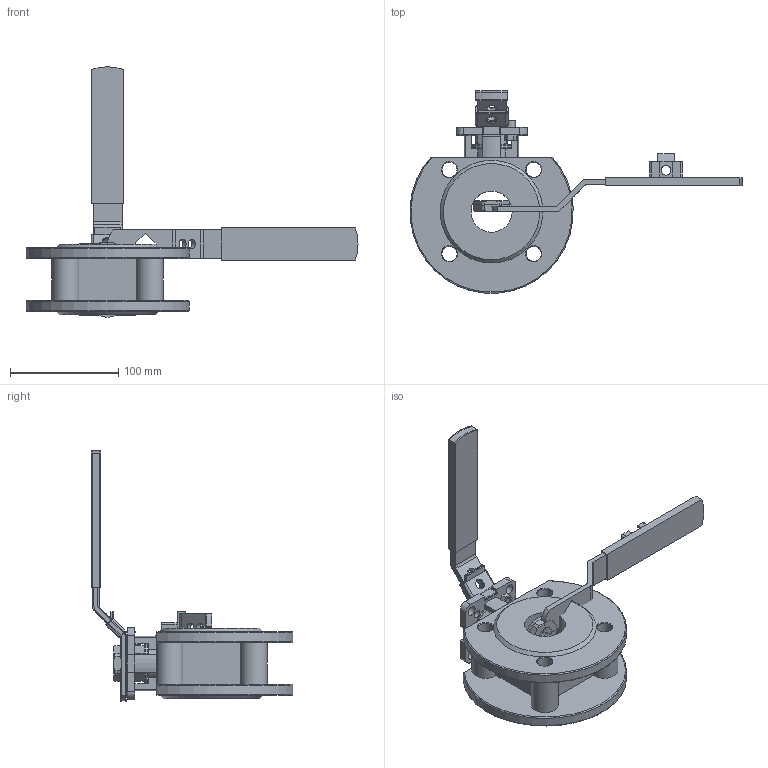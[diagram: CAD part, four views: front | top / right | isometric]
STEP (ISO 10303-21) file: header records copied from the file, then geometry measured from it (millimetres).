
FILE_DESCRIPTION( ( 'Unknown' ), '1' );
FILE_NAME( '8.440.040.stp', 'Unknown', ( 'Unknown' ), ( 'Unknown' ), 'PSStep 13.0', 'Unknown', ' ' );
FILE_SCHEMA( ( 'AUTOMOTIVE_DESIGN { 1 0 10303 214 1 1 1 1 }' ) );
Length unit declared in the file: millimetre
Products named in the file (15): Handhebel DN40; Assem1; g; HebelDN40; Lasche; 8.440.040; DIN934-M6.1; DIN912_M_6x12.1; Scheibe.1; Scheibe; Feder.1; Feder; Distanz; M18_niedrig; Mutter_M18_flach
Bounding box: 306.9 x 186.63 x 231.43 mm (x, y, z)
Volume: 1405513.4 mm3; surface area: 314667.2 mm2
Topology: 29 solids, 29 shells, 597 faces, 1583 edges, 1032 vertices
Faces by surface type: plane 337, cylinder 162, cone 90, torus 8
Full cylindrical faces by diameter (mm): 5 x2, 6 x2, 7 x8, 9 x19, 14 x8, 15.294 x4, 18 x2, 18.8 x2, 19.4 x2, 19.45 x4, 24.7 x4, 26.2 x4, 37.8 x4, 38 x2, 40.9 x2
Entity records: 11267 total; most frequent: CARTESIAN_POINT 2288, DIRECTION 1384, ORIENTED_EDGE 1314, EDGE_CURVE 657, AXIS2_PLACEMENT_3D 505, VERTEX_POINT 457, LINE 374, VECTOR 374
